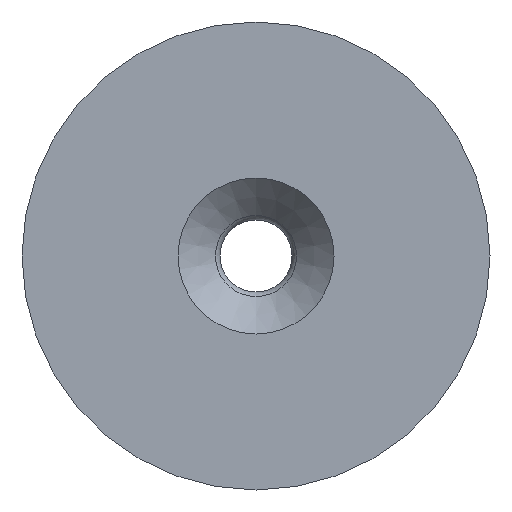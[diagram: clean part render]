
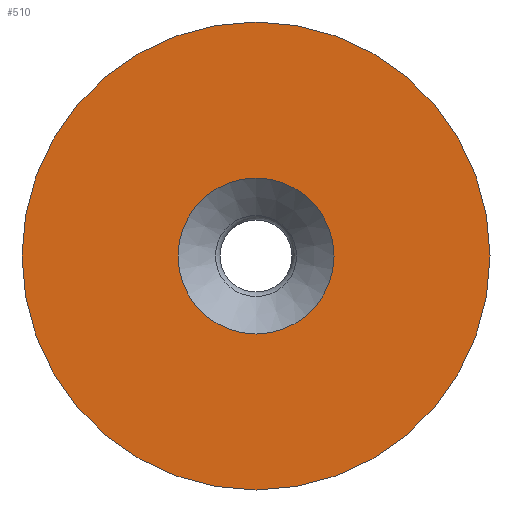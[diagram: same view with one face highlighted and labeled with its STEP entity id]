
A CAD part, front view. The second image highlights one B-rep face of the part: STEP entity #510.
In plain terms, the highlighted planar face has unit normal (0, -1, 0).
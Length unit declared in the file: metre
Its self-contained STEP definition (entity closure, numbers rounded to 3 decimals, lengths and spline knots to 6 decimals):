
#12=PLANE('',#599);
#93=ORIENTED_EDGE('',*,*,#159,.T.);
#94=ORIENTED_EDGE('',*,*,#160,.F.);
#159=EDGE_CURVE('',#206,#206,#253,.T.);
#160=EDGE_CURVE('',#207,#207,#254,.T.);
#206=VERTEX_POINT('',#912);
#207=VERTEX_POINT('',#915);
#253=CIRCLE('',#598,0.005);
#254=CIRCLE('',#600,0.015);
#328=EDGE_LOOP('',(#93));
#329=EDGE_LOOP('',(#94));
#422=FACE_BOUND('',#328,.T.);
#423=FACE_BOUND('',#329,.T.);
#510=ADVANCED_FACE('',(#422,#423),#12,.F.);
#598=AXIS2_PLACEMENT_3D('',#911,#750,#751);
#599=AXIS2_PLACEMENT_3D('',#913,#752,#753);
#600=AXIS2_PLACEMENT_3D('',#914,#754,#755);
#750=DIRECTION('',(0.,1.,0.));
#751=DIRECTION('',(0.,0.,1.));
#752=DIRECTION('',(0.,1.,0.));
#753=DIRECTION('',(0.,0.,-1.));
#754=DIRECTION('',(0.,1.,0.));
#755=DIRECTION('',(0.,0.,1.));
#911=CARTESIAN_POINT('',(0.015,-0.1,0.));
#912=CARTESIAN_POINT('',(0.015,-0.1,0.005));
#913=CARTESIAN_POINT('',(0.005,-0.1,0.));
#914=CARTESIAN_POINT('',(0.015,-0.1,0.));
#915=CARTESIAN_POINT('',(0.015,-0.1,0.015));
